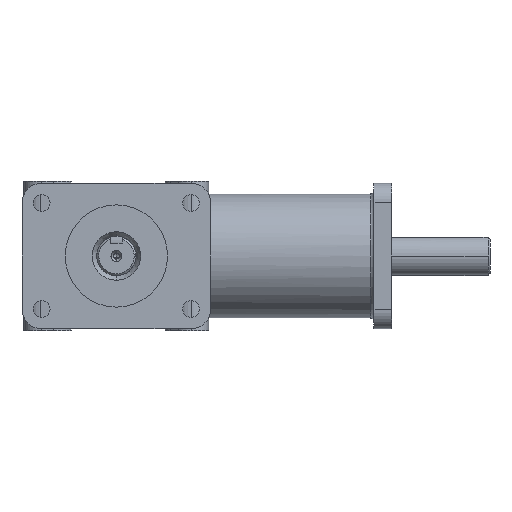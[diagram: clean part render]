
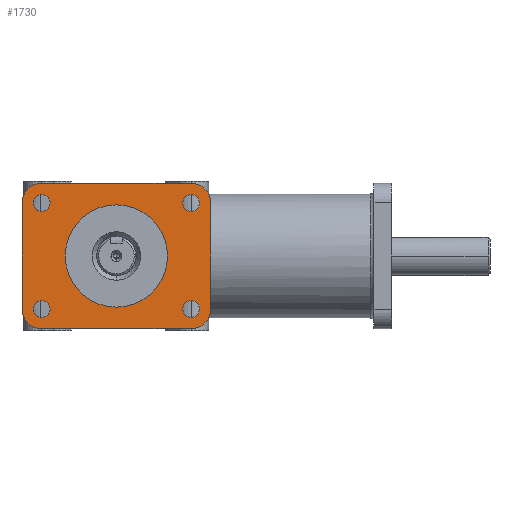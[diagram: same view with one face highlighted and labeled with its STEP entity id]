
A CAD part, left-side view. The second image highlights one B-rep face of the part: STEP entity #1730.
In plain terms, the highlighted planar face has unit normal (-1, 0, 0).
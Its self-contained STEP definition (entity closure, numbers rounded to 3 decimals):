
#1730=ADVANCED_FACE('',(#3939,#3940,#3941,#3942,#3943,#3944),#3945,.T.);
#3939=FACE_OUTER_BOUND('',#9224,.T.);
#3940=FACE_BOUND('',#9225,.T.);
#3941=FACE_BOUND('',#9226,.T.);
#3942=FACE_BOUND('',#9227,.T.);
#3943=FACE_BOUND('',#9228,.T.);
#3944=FACE_BOUND('',#9229,.T.);
#3945=PLANE('',#9230);
#9224=EDGE_LOOP('',(#19502,#19503,#19504,#19505,#19506,#19507,#19508,#19509));
#9225=EDGE_LOOP('',(#19510,#19511,#19512));
#9226=EDGE_LOOP('',(#19513,#19514,#19515));
#9227=EDGE_LOOP('',(#19516,#19517,#19518));
#9228=EDGE_LOOP('',(#19519,#19520,#19521));
#9229=EDGE_LOOP('',(#19522,#19523,#19524));
#9230=AXIS2_PLACEMENT_3D('',#19525,#19526,#19527);
#19502=ORIENTED_EDGE('',*,*,#25750,.T.);
#19503=ORIENTED_EDGE('',*,*,#26063,.T.);
#19504=ORIENTED_EDGE('',*,*,#26993,.T.);
#19505=ORIENTED_EDGE('',*,*,#27087,.T.);
#19506=ORIENTED_EDGE('',*,*,#27160,.T.);
#19507=ORIENTED_EDGE('',*,*,#27161,.T.);
#19508=ORIENTED_EDGE('',*,*,#26256,.T.);
#19509=ORIENTED_EDGE('',*,*,#25649,.T.);
#19510=ORIENTED_EDGE('',*,*,#25647,.F.);
#19511=ORIENTED_EDGE('',*,*,#25646,.F.);
#19512=ORIENTED_EDGE('',*,*,#25232,.F.);
#19513=ORIENTED_EDGE('',*,*,#24910,.F.);
#19514=ORIENTED_EDGE('',*,*,#24909,.F.);
#19515=ORIENTED_EDGE('',*,*,#27162,.F.);
#19516=ORIENTED_EDGE('',*,*,#27163,.F.);
#19517=ORIENTED_EDGE('',*,*,#27164,.F.);
#19518=ORIENTED_EDGE('',*,*,#25131,.F.);
#19519=ORIENTED_EDGE('',*,*,#27165,.F.);
#19520=ORIENTED_EDGE('',*,*,#27166,.F.);
#19521=ORIENTED_EDGE('',*,*,#27167,.F.);
#19522=ORIENTED_EDGE('',*,*,#26513,.T.);
#19523=ORIENTED_EDGE('',*,*,#27168,.T.);
#19524=ORIENTED_EDGE('',*,*,#26514,.T.);
#19525=CARTESIAN_POINT('',(-75.0,0.0,0.));
#19526=DIRECTION('',(-1.0,0.,0.0));
#19527=DIRECTION('',(0.0,0.0,1.0));
#24909=EDGE_CURVE('',#28101,#28103,#28104,.T.);
#24910=EDGE_CURVE('',#28103,#28097,#28105,.T.);
#25131=EDGE_CURVE('',#28495,#28497,#28498,.T.);
#25232=EDGE_CURVE('',#28672,#28674,#28675,.T.);
#25646=EDGE_CURVE('',#28674,#29391,#29392,.T.);
#25647=EDGE_CURVE('',#29391,#28672,#29393,.T.);
#25649=EDGE_CURVE('',#29395,#29396,#29397,.T.);
#25750=EDGE_CURVE('',#29396,#29566,#29567,.T.);
#26063=EDGE_CURVE('',#29566,#30106,#30107,.T.);
#26256=EDGE_CURVE('',#30410,#29395,#30411,.T.);
#26513=EDGE_CURVE('',#30789,#30787,#30790,.T.);
#26514=EDGE_CURVE('',#30781,#30789,#30791,.T.);
#26993=EDGE_CURVE('',#30106,#31491,#31492,.T.);
#27087=EDGE_CURVE('',#31491,#31626,#31627,.T.);
#27160=EDGE_CURVE('',#31626,#31721,#31722,.T.);
#27161=EDGE_CURVE('',#31721,#30410,#31723,.T.);
#27162=EDGE_CURVE('',#28097,#28101,#31724,.T.);
#27163=EDGE_CURVE('',#31725,#28495,#31726,.T.);
#27164=EDGE_CURVE('',#28497,#31725,#31727,.T.);
#27165=EDGE_CURVE('',#31728,#31729,#31730,.T.);
#27166=EDGE_CURVE('',#31731,#31728,#31732,.T.);
#27167=EDGE_CURVE('',#31729,#31731,#31733,.T.);
#27168=EDGE_CURVE('',#30787,#30781,#31734,.T.);
#28097=VERTEX_POINT('',#32904);
#28101=VERTEX_POINT('',#32909);
#28103=VERTEX_POINT('',#32912);
#28104=CIRCLE('',#32913,4.25);
#28105=CIRCLE('',#32914,4.25);
#28495=VERTEX_POINT('',#34032);
#28497=VERTEX_POINT('',#34035);
#28498=CIRCLE('',#34036,4.25);
#28672=VERTEX_POINT('',#34567);
#28674=VERTEX_POINT('',#34570);
#28675=CIRCLE('',#34571,4.25);
#29391=VERTEX_POINT('',#37126);
#29392=CIRCLE('',#37127,4.25);
#29393=CIRCLE('',#37128,4.25);
#29395=VERTEX_POINT('',#37130);
#29396=VERTEX_POINT('',#37131);
#29397=CIRCLE('',#37132,10.0);
#29566=VERTEX_POINT('',#37612);
#29567=LINE('',#37613,#37614);
#30106=VERTEX_POINT('',#40089);
#30107=CIRCLE('',#40090,10.0);
#30410=VERTEX_POINT('',#41178);
#30411=LINE('',#41179,#41180);
#30781=VERTEX_POINT('',#42406);
#30787=VERTEX_POINT('',#42413);
#30789=VERTEX_POINT('',#42416);
#30790=CIRCLE('',#42417,26.0);
#30791=CIRCLE('',#42418,26.0);
#31491=VERTEX_POINT('',#44778);
#31492=LINE('',#44779,#44780);
#31626=VERTEX_POINT('',#45460);
#31627=CIRCLE('',#45461,10.0);
#31721=VERTEX_POINT('',#45625);
#31722=LINE('',#45626,#45627);
#31723=CIRCLE('',#45628,10.0);
#31724=CIRCLE('',#45629,4.25);
#31725=VERTEX_POINT('',#45630);
#31726=CIRCLE('',#45631,4.25);
#31727=CIRCLE('',#45632,4.25);
#31728=VERTEX_POINT('',#45633);
#31729=VERTEX_POINT('',#45634);
#31730=CIRCLE('',#45635,4.25);
#31731=VERTEX_POINT('',#45636);
#31732=CIRCLE('',#45637,4.25);
#31733=CIRCLE('',#45638,4.25);
#31734=CIRCLE('',#45639,26.0);
#32904=CARTESIAN_POINT('',(-75.0,-42.25,-27.0));
#32909=CARTESIAN_POINT('',(-75.0,-33.75,-27.0));
#32912=CARTESIAN_POINT('',(-75.0,-38.0,-31.25));
#32913=AXIS2_PLACEMENT_3D('',#48919,#48920,#48921);
#32914=AXIS2_PLACEMENT_3D('',#48922,#48923,#48924);
#34032=CARTESIAN_POINT('',(-75.0,-42.25,27.0));
#34035=CARTESIAN_POINT('',(-75.0,-33.75,27.0));
#34036=AXIS2_PLACEMENT_3D('',#49124,#49125,#49126);
#34567=CARTESIAN_POINT('',(-75.0,33.75,-27.0));
#34570=CARTESIAN_POINT('',(-75.0,42.25,-27.0));
#34571=AXIS2_PLACEMENT_3D('',#49198,#49199,#49200);
#37126=CARTESIAN_POINT('',(-75.0,38.0,-31.25));
#37127=AXIS2_PLACEMENT_3D('',#49514,#49515,#49516);
#37128=AXIS2_PLACEMENT_3D('',#49517,#49518,#49519);
#37130=CARTESIAN_POINT('',(-75.0,48.0,-27.0));
#37131=CARTESIAN_POINT('',(-75.0,38.0,-37.0));
#37132=AXIS2_PLACEMENT_3D('',#49520,#49521,#49522);
#37612=CARTESIAN_POINT('',(-75.0,-38.0,-37.0));
#37613=CARTESIAN_POINT('',(-75.0,38.0,-37.0));
#37614=VECTOR('',#49597,1000.0);
#40089=CARTESIAN_POINT('',(-75.0,-48.0,-27.0));
#40090=AXIS2_PLACEMENT_3D('',#49806,#49807,#49808);
#41178=CARTESIAN_POINT('',(-75.0,48.0,27.0));
#41179=CARTESIAN_POINT('',(-75.0,48.0,27.0));
#41180=VECTOR('',#49964,1000.0);
#42406=CARTESIAN_POINT('',(-75.0,0.,26.0));
#42413=CARTESIAN_POINT('',(-75.0,0.,-26.0));
#42416=CARTESIAN_POINT('',(-75.0,-26.0,0.));
#42417=AXIS2_PLACEMENT_3D('',#50163,#50164,#50165);
#42418=AXIS2_PLACEMENT_3D('',#50166,#50167,#50168);
#44778=CARTESIAN_POINT('',(-75.0,-48.0,27.0));
#44779=CARTESIAN_POINT('',(-75.0,-48.0,-27.0));
#44780=VECTOR('',#50574,1000.0);
#45460=CARTESIAN_POINT('',(-75.0,-38.0,37.0));
#45461=AXIS2_PLACEMENT_3D('',#50646,#50647,#50648);
#45625=CARTESIAN_POINT('',(-75.0,38.0,37.0));
#45626=CARTESIAN_POINT('',(-75.0,-38.0,37.0));
#45627=VECTOR('',#50726,1000.0);
#45628=AXIS2_PLACEMENT_3D('',#50727,#50728,#50729);
#45629=AXIS2_PLACEMENT_3D('',#50730,#50731,#50732);
#45630=CARTESIAN_POINT('',(-75.0,-38.0,22.75));
#45631=AXIS2_PLACEMENT_3D('',#50733,#50734,#50735);
#45632=AXIS2_PLACEMENT_3D('',#50736,#50737,#50738);
#45633=CARTESIAN_POINT('',(-75.0,38.0,22.75));
#45634=CARTESIAN_POINT('',(-75.0,33.75,27.0));
#45635=AXIS2_PLACEMENT_3D('',#50739,#50740,#50741);
#45636=CARTESIAN_POINT('',(-75.0,42.25,27.0));
#45637=AXIS2_PLACEMENT_3D('',#50742,#50743,#50744);
#45638=AXIS2_PLACEMENT_3D('',#50745,#50746,#50747);
#45639=AXIS2_PLACEMENT_3D('',#50748,#50749,#50750);
#48919=CARTESIAN_POINT('',(-75.0,-38.0,-27.0));
#48920=DIRECTION('',(-1.0,0.,-0.0));
#48921=DIRECTION('',(0.0,0.0,-1.0));
#48922=CARTESIAN_POINT('',(-75.0,-38.0,-27.0));
#48923=DIRECTION('',(-1.0,0.,-0.0));
#48924=DIRECTION('',(0.0,0.0,-1.0));
#49124=CARTESIAN_POINT('',(-75.0,-38.0,27.0));
#49125=DIRECTION('',(-1.0,0.,-0.0));
#49126=DIRECTION('',(0.0,0.0,-1.0));
#49198=CARTESIAN_POINT('',(-75.0,38.0,-27.0));
#49199=DIRECTION('',(-1.0,0.,-0.0));
#49200=DIRECTION('',(0.0,0.0,-1.0));
#49514=CARTESIAN_POINT('',(-75.0,38.0,-27.0));
#49515=DIRECTION('',(-1.0,0.,-0.0));
#49516=DIRECTION('',(0.0,0.0,-1.0));
#49517=CARTESIAN_POINT('',(-75.0,38.0,-27.0));
#49518=DIRECTION('',(-1.0,0.,-0.0));
#49519=DIRECTION('',(0.0,0.0,-1.0));
#49520=CARTESIAN_POINT('',(-75.0,38.0,-27.0));
#49521=DIRECTION('',(-1.0,0.0,0.0));
#49522=DIRECTION('',(0.0,1.0,0.0));
#49597=DIRECTION('',(0.0,-1.0,0.));
#49806=CARTESIAN_POINT('',(-75.0,-38.0,-27.0));
#49807=DIRECTION('',(-1.0,0.0,0.0));
#49808=DIRECTION('',(0.0,1.0,0.0));
#49964=DIRECTION('',(0.0,0.0,-1.0));
#50163=CARTESIAN_POINT('',(-75.0,0.,0.));
#50164=DIRECTION('',(1.0,0.0,0.0));
#50165=DIRECTION('',(0.0,-1.0,0.0));
#50166=CARTESIAN_POINT('',(-75.0,0.,0.));
#50167=DIRECTION('',(1.0,0.0,0.0));
#50168=DIRECTION('',(0.0,-1.0,0.0));
#50574=DIRECTION('',(0.0,0.,1.0));
#50646=CARTESIAN_POINT('',(-75.0,-38.0,27.0));
#50647=DIRECTION('',(-1.0,0.0,0.0));
#50648=DIRECTION('',(0.0,1.0,0.0));
#50726=DIRECTION('',(0.0,1.0,0.0));
#50727=CARTESIAN_POINT('',(-75.0,38.0,27.0));
#50728=DIRECTION('',(-1.0,0.0,0.0));
#50729=DIRECTION('',(0.0,-1.0,0.0));
#50730=CARTESIAN_POINT('',(-75.0,-38.0,-27.0));
#50731=DIRECTION('',(-1.0,0.,-0.0));
#50732=DIRECTION('',(0.0,0.0,-1.0));
#50733=CARTESIAN_POINT('',(-75.0,-38.0,27.0));
#50734=DIRECTION('',(-1.0,0.,-0.0));
#50735=DIRECTION('',(0.0,0.0,-1.0));
#50736=CARTESIAN_POINT('',(-75.0,-38.0,27.0));
#50737=DIRECTION('',(-1.0,0.,-0.0));
#50738=DIRECTION('',(0.0,0.0,-1.0));
#50739=CARTESIAN_POINT('',(-75.0,38.0,27.0));
#50740=DIRECTION('',(-1.0,0.,-0.0));
#50741=DIRECTION('',(0.0,0.0,-1.0));
#50742=CARTESIAN_POINT('',(-75.0,38.0,27.0));
#50743=DIRECTION('',(-1.0,0.,-0.0));
#50744=DIRECTION('',(0.0,0.0,-1.0));
#50745=CARTESIAN_POINT('',(-75.0,38.0,27.0));
#50746=DIRECTION('',(-1.0,0.,-0.0));
#50747=DIRECTION('',(0.0,0.0,-1.0));
#50748=CARTESIAN_POINT('',(-75.0,0.,0.));
#50749=DIRECTION('',(1.0,0.0,0.0));
#50750=DIRECTION('',(0.0,-1.0,0.0));
